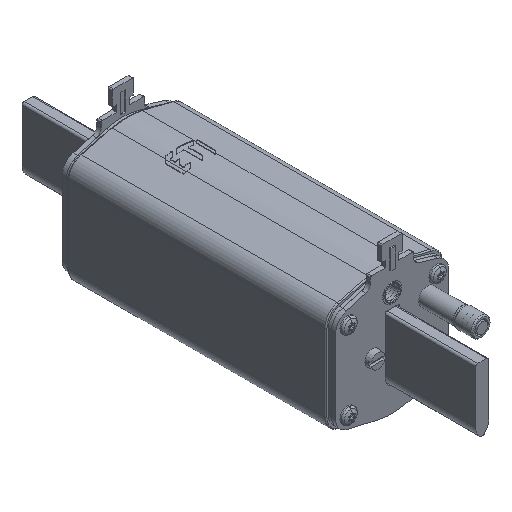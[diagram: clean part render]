
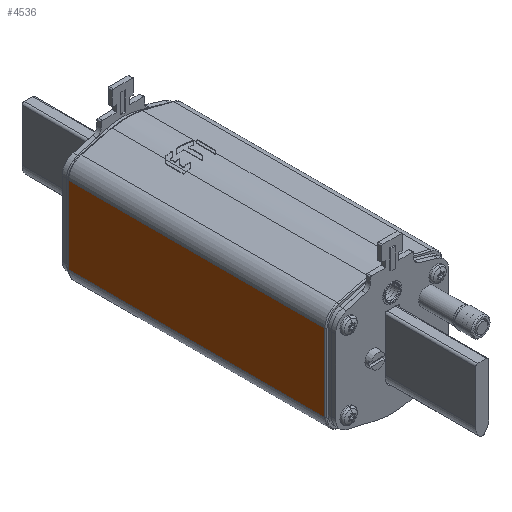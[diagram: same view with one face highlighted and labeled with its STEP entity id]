
A CAD part, isometric view. The second image highlights one B-rep face of the part: STEP entity #4536.
In plain terms, the highlighted face is planar.
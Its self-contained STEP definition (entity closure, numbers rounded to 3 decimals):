
#363=DIRECTION('',(0.,0.,-1.));
#364=VECTOR('',#363,35.626);
#365=CARTESIAN_POINT('',(-59.,-27.,17.813));
#366=LINE('',#365,#364);
#988=DIRECTION('',(1.,0.,0.));
#989=VECTOR('',#988,118.);
#990=CARTESIAN_POINT('',(-59.,-27.,-17.813));
#991=LINE('',#990,#989);
#1009=DIRECTION('',(-1.,0.,0.));
#1010=VECTOR('',#1009,118.);
#1011=CARTESIAN_POINT('',(59.,-27.,17.813));
#1012=LINE('',#1011,#1010);
#1331=DIRECTION('',(0.,0.,1.));
#1332=VECTOR('',#1331,35.626);
#1333=CARTESIAN_POINT('',(59.,-27.,-17.813));
#1334=LINE('',#1333,#1332);
#3743=CARTESIAN_POINT('',(59.,-27.,17.813));
#3744=VERTEX_POINT('',#3743);
#3745=CARTESIAN_POINT('',(59.,-27.,-17.813));
#3746=VERTEX_POINT('',#3745);
#3769=CARTESIAN_POINT('',(-59.,-27.,-17.813));
#3770=VERTEX_POINT('',#3769);
#3771=CARTESIAN_POINT('',(-59.,-27.,17.813));
#3772=VERTEX_POINT('',#3771);
#4523=CARTESIAN_POINT('',(-59.5,-27.,17.813));
#4524=DIRECTION('',(0.,-1.,0.));
#4525=DIRECTION('',(0.,0.,-1.));
#4526=AXIS2_PLACEMENT_3D('',#4523,#4524,#4525);
#4527=PLANE('',#4526);
#4528=ORIENTED_EDGE('',*,*,#4182,.F.);
#4530=ORIENTED_EDGE('',*,*,#4529,.F.);
#4532=ORIENTED_EDGE('',*,*,#4531,.F.);
#4533=ORIENTED_EDGE('',*,*,#4515,.F.);
#4534=EDGE_LOOP('',(#4528,#4530,#4532,#4533));
#4535=FACE_OUTER_BOUND('',#4534,.F.);
#4182=EDGE_CURVE('',#3772,#3770,#366,.T.);
#4515=EDGE_CURVE('',#3770,#3746,#991,.T.);
#4529=EDGE_CURVE('',#3744,#3772,#1012,.T.);
#4531=EDGE_CURVE('',#3746,#3744,#1334,.T.);
#4536=ADVANCED_FACE('',(#4535),#4527,.T.);
